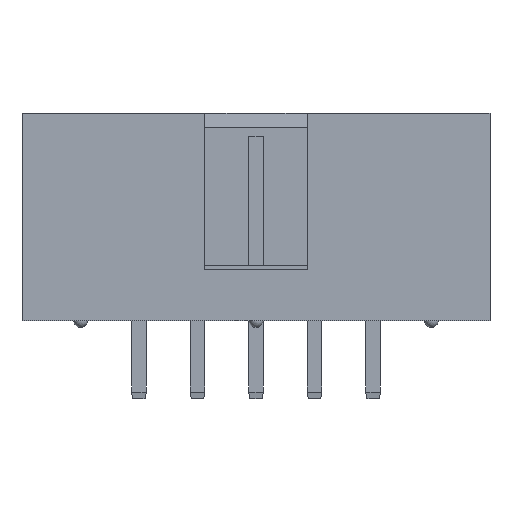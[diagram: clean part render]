
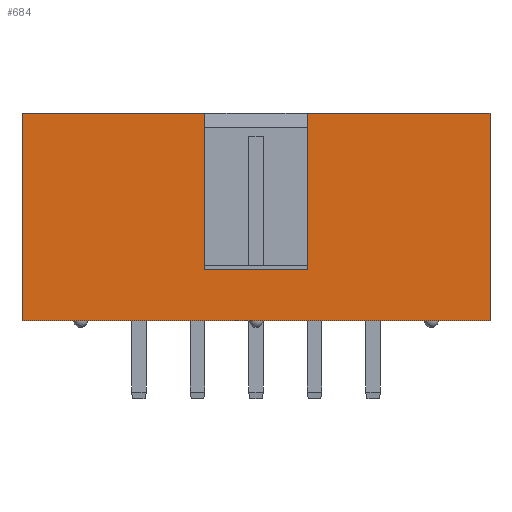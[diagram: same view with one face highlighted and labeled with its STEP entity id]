
A CAD part, front view. The second image highlights one B-rep face of the part: STEP entity #684.
In plain terms, the highlighted planar face has unit normal (0, -1, 0).
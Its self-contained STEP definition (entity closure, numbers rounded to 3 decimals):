
#11 = ORIENTED_EDGE ( 'NONE', *, *, #1860, .F. ) ;
#69 = CARTESIAN_POINT ( 'NONE',  ( -10.15, -4.4, 0.3 ) ) ;
#171 = CARTESIAN_POINT ( 'NONE',  ( -10.15, -4.4, 9.3 ) ) ;
#222 = VECTOR ( 'NONE', #2843, 1000. ) ;
#283 = VERTEX_POINT ( 'NONE', #1178 ) ;
#314 = CARTESIAN_POINT ( 'NONE',  ( -2.25, -4.4, 9.3 ) ) ;
#516 = EDGE_CURVE ( 'NONE', #1493, #1146, #2977, .T. ) ;
#519 = VERTEX_POINT ( 'NONE', #2545 ) ;
#562 = ORIENTED_EDGE ( 'NONE', *, *, #516, .T. ) ;
#564 = VERTEX_POINT ( 'NONE', #314 ) ;
#594 = VECTOR ( 'NONE', #1444, 1000. ) ;
#670 = VECTOR ( 'NONE', #2498, 1000. ) ;
#684 = ADVANCED_FACE ( 'NONE', ( #2696 ), #1116, .F. ) ;
#768 = EDGE_CURVE ( 'NONE', #1854, #564, #1418, .T. ) ;
#818 = LINE ( 'NONE', #2550, #1452 ) ;
#820 = DIRECTION ( 'NONE',  ( 1., 0., 0. ) ) ;
#869 = DIRECTION ( 'NONE',  ( -1., 0., 0. ) ) ;
#906 = ORIENTED_EDGE ( 'NONE', *, *, #2098, .T. ) ;
#935 = LINE ( 'NONE', #3101, #222 ) ;
#951 = CARTESIAN_POINT ( 'NONE',  ( 10.15, -4.4, 9.3 ) ) ;
#1076 = EDGE_CURVE ( 'NONE', #283, #2303, #818, .T. ) ;
#1100 = ORIENTED_EDGE ( 'NONE', *, *, #3020, .T. ) ;
#1116 = PLANE ( 'NONE',  #2574 ) ;
#1142 = VECTOR ( 'NONE', #820, 1000. ) ;
#1146 = VERTEX_POINT ( 'NONE', #1304 ) ;
#1162 = LINE ( 'NONE', #951, #1915 ) ;
#1178 = CARTESIAN_POINT ( 'NONE',  ( 2.25, -4.4, 9.3 ) ) ;
#1246 = ORIENTED_EDGE ( 'NONE', *, *, #1076, .F. ) ;
#1304 = CARTESIAN_POINT ( 'NONE',  ( 10.15, -4.4, 0.3 ) ) ;
#1362 = ORIENTED_EDGE ( 'NONE', *, *, #1545, .F. ) ;
#1418 = LINE ( 'NONE', #1940, #1807 ) ;
#1444 = DIRECTION ( 'NONE',  ( 0., 0., 1. ) ) ;
#1452 = VECTOR ( 'NONE', #2835, 1000. ) ;
#1493 = VERTEX_POINT ( 'NONE', #2972 ) ;
#1545 = EDGE_CURVE ( 'NONE', #519, #283, #2283, .T. ) ;
#1633 = DIRECTION ( 'NONE',  ( 0., 1., 0. ) ) ;
#1701 = ORIENTED_EDGE ( 'NONE', *, *, #2676, .F. ) ;
#1807 = VECTOR ( 'NONE', #2686, 1000. ) ;
#1854 = VERTEX_POINT ( 'NONE', #2596 ) ;
#1860 = EDGE_CURVE ( 'NONE', #2536, #519, #935, .T. ) ;
#1901 = CARTESIAN_POINT ( 'NONE',  ( -2.25, -4.4, 2.5 ) ) ;
#1915 = VECTOR ( 'NONE', #2470, 1000. ) ;
#1940 = CARTESIAN_POINT ( 'NONE',  ( -10.15, -4.4, 9.3 ) ) ;
#1968 = EDGE_LOOP ( 'NONE', ( #11, #1100, #2971, #906, #562, #1701, #1246, #1362 ) ) ;
#1992 = LINE ( 'NONE', #171, #670 ) ;
#2098 = EDGE_CURVE ( 'NONE', #1854, #1493, #1992, .T. ) ;
#2104 = CARTESIAN_POINT ( 'NONE',  ( -2.25, -4.4, 2.5 ) ) ;
#2229 = VECTOR ( 'NONE', #2897, 1000. ) ;
#2283 = LINE ( 'NONE', #2753, #594 ) ;
#2303 = VERTEX_POINT ( 'NONE', #2354 ) ;
#2354 = CARTESIAN_POINT ( 'NONE',  ( 10.15, -4.4, 9.3 ) ) ;
#2470 = DIRECTION ( 'NONE',  ( 0., 0., -1. ) ) ;
#2498 = DIRECTION ( 'NONE',  ( 0., 0., -1. ) ) ;
#2536 = VERTEX_POINT ( 'NONE', #1901 ) ;
#2545 = CARTESIAN_POINT ( 'NONE',  ( 2.25, -4.4, 2.5 ) ) ;
#2550 = CARTESIAN_POINT ( 'NONE',  ( -10.15, -4.4, 9.3 ) ) ;
#2574 = AXIS2_PLACEMENT_3D ( 'NONE', #3169, #1633, #869 ) ;
#2596 = CARTESIAN_POINT ( 'NONE',  ( -10.15, -4.4, 9.3 ) ) ;
#2676 = EDGE_CURVE ( 'NONE', #2303, #1146, #1162, .T. ) ;
#2686 = DIRECTION ( 'NONE',  ( 1., 0., 0. ) ) ;
#2696 = FACE_OUTER_BOUND ( 'NONE', #1968, .T. ) ;
#2753 = CARTESIAN_POINT ( 'NONE',  ( 2.25, -4.4, 2.5 ) ) ;
#2835 = DIRECTION ( 'NONE',  ( 1., 0., 0. ) ) ;
#2843 = DIRECTION ( 'NONE',  ( 1., 0., 0. ) ) ;
#2897 = DIRECTION ( 'NONE',  ( 0., 0., 1. ) ) ;
#2971 = ORIENTED_EDGE ( 'NONE', *, *, #768, .F. ) ;
#2972 = CARTESIAN_POINT ( 'NONE',  ( -10.15, -4.4, 0.3 ) ) ;
#2977 = LINE ( 'NONE', #69, #1142 ) ;
#3020 = EDGE_CURVE ( 'NONE', #2536, #564, #3126, .T. ) ;
#3101 = CARTESIAN_POINT ( 'NONE',  ( -2.25, -4.4, 2.5 ) ) ;
#3126 = LINE ( 'NONE', #2104, #2229 ) ;
#3169 = CARTESIAN_POINT ( 'NONE',  ( -10.15, -4.4, 9.3 ) ) ;
